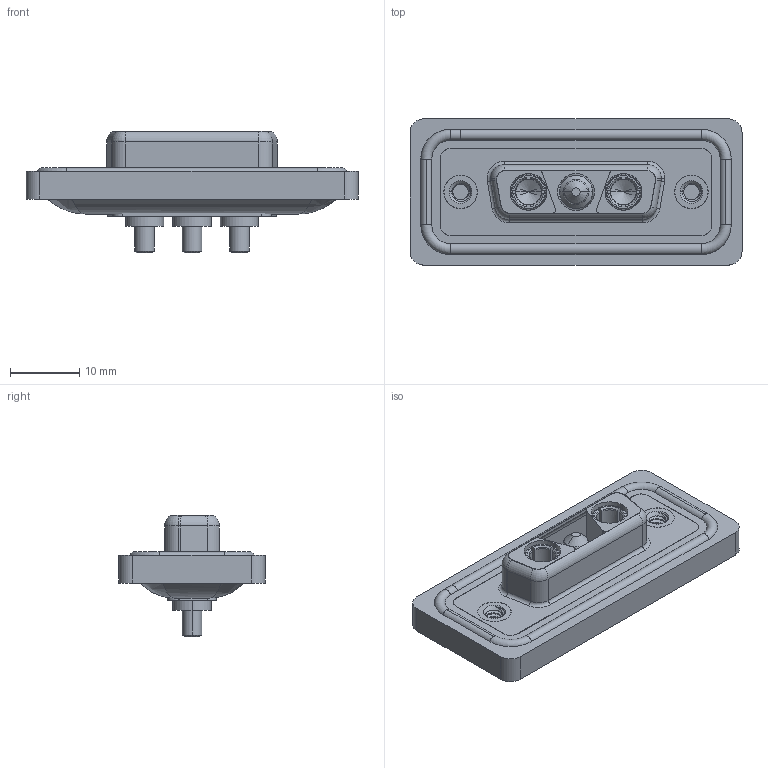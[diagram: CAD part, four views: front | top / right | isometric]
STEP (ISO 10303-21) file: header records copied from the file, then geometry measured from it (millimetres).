
FILE_DESCRIPTION (( 'STEP AP203' ), '1' );
FILE_NAME ('628W3WK3624-2N2.STEP', '2024-04-09T14:49:05', ( '' ), ( '' ), 'SwSTEP 2.0', 'SolidWorks 2023', '' );
FILE_SCHEMA (( 'CONFIG_CONTROL_DESIGN' ));
Length unit declared in the file: millimetre
Products named in the file (8): 628Combo Shell Front_15 Contacts; 628W3WK3624-2N2; 628Combo Waterproof Housing_15 Contacts; Power Socket_20A S; 628Combo Threaded Rivet_2; Power Pin_20A S; 628Combo Housing_3WK3; 628Combo Shell Rear_15 Contacts
Assembly tree (9 placements, depth 2):
  628W3WK3624-2N2
    628Combo Housing_3WK3
    628Combo Waterproof Housing_15 Contacts
    628Combo Shell Front_15 Contacts
    628Combo Shell Rear_15 Contacts
    628Combo Threaded Rivet_2  x2
    Power Socket_20A S  x2
    Power Pin_20A S
Bounding box: 47.9 x 21.1 x 17.55 mm (x, y, z)
Volume: 5878 mm3; surface area: 9504.7 mm2
Topology: 13 solids, 13 shells, 583 faces, 1458 edges, 920 vertices
Faces by surface type: cylinder 258, plane 178, torus 81, cone 53, bspline 13
Entity records: 17150 total; most frequent: CARTESIAN_POINT 4690, DIRECTION 2552, ORIENTED_EDGE 2366, EDGE_CURVE 1183, AXIS2_PLACEMENT_3D 1022, VERTEX_POINT 749, CIRCLE 538, EDGE_LOOP 530
